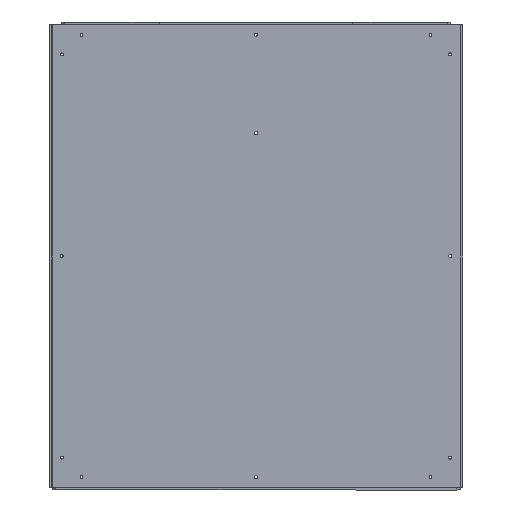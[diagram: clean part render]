
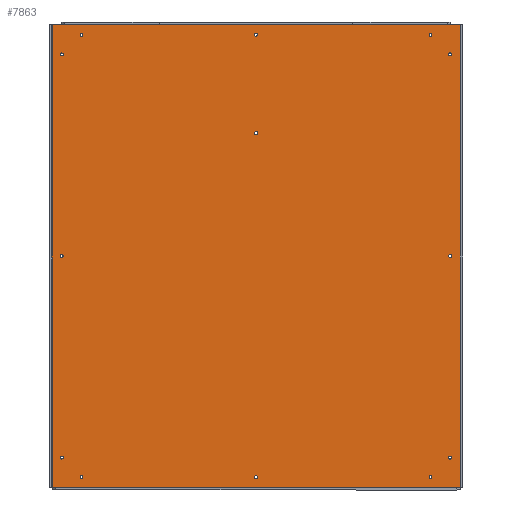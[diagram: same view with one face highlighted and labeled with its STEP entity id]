
A CAD part, left-side view. The second image highlights one B-rep face of the part: STEP entity #7863.
In plain terms, the highlighted planar face has unit normal (-1, 0, 0).
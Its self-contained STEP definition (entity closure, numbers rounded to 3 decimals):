
#515=FACE_BOUND('',#1919,.T.);
#516=FACE_BOUND('',#1920,.T.);
#517=FACE_BOUND('',#1921,.T.);
#518=FACE_BOUND('',#1922,.T.);
#519=FACE_BOUND('',#1923,.T.);
#520=FACE_BOUND('',#1924,.T.);
#521=FACE_BOUND('',#1925,.T.);
#522=FACE_BOUND('',#1926,.T.);
#523=FACE_BOUND('',#1927,.T.);
#524=FACE_BOUND('',#1928,.T.);
#525=FACE_BOUND('',#1929,.T.);
#526=FACE_BOUND('',#1930,.T.);
#527=FACE_BOUND('',#1931,.T.);
#908=CIRCLE('',#8595,1.5);
#910=CIRCLE('',#8598,1.5);
#912=CIRCLE('',#8601,1.5);
#914=CIRCLE('',#8604,1.5);
#916=CIRCLE('',#8607,1.5);
#918=CIRCLE('',#8610,1.5);
#920=CIRCLE('',#8613,1.5);
#922=CIRCLE('',#8616,1.5);
#924=CIRCLE('',#8619,1.5);
#926=CIRCLE('',#8622,1.6);
#928=CIRCLE('',#8625,1.6);
#930=CIRCLE('',#8628,1.6);
#932=CIRCLE('',#8631,1.5);
#1350=FACE_OUTER_BOUND('',#1918,.T.);
#1918=EDGE_LOOP('',(#6581,#6582,#6583,#6584));
#1919=EDGE_LOOP('',(#6585));
#1920=EDGE_LOOP('',(#6586));
#1921=EDGE_LOOP('',(#6587));
#1922=EDGE_LOOP('',(#6588));
#1923=EDGE_LOOP('',(#6589));
#1924=EDGE_LOOP('',(#6590));
#1925=EDGE_LOOP('',(#6591));
#1926=EDGE_LOOP('',(#6592));
#1927=EDGE_LOOP('',(#6593));
#1928=EDGE_LOOP('',(#6594));
#1929=EDGE_LOOP('',(#6595));
#1930=EDGE_LOOP('',(#6596));
#1931=EDGE_LOOP('',(#6597));
#2613=LINE('',#12753,#3246);
#2617=LINE('',#12760,#3250);
#2620=LINE('',#12766,#3253);
#2622=LINE('',#12769,#3255);
#3246=VECTOR('',#10361,10.);
#3250=VECTOR('',#10367,10.);
#3253=VECTOR('',#10372,10.);
#3255=VECTOR('',#10376,10.);
#3900=VERTEX_POINT('',#12669);
#3902=VERTEX_POINT('',#12675);
#3904=VERTEX_POINT('',#12681);
#3906=VERTEX_POINT('',#12687);
#3908=VERTEX_POINT('',#12693);
#3910=VERTEX_POINT('',#12699);
#3912=VERTEX_POINT('',#12705);
#3914=VERTEX_POINT('',#12711);
#3916=VERTEX_POINT('',#12717);
#3918=VERTEX_POINT('',#12723);
#3920=VERTEX_POINT('',#12729);
#3922=VERTEX_POINT('',#12735);
#3924=VERTEX_POINT('',#12741);
#3928=VERTEX_POINT('',#12750);
#3929=VERTEX_POINT('',#12752);
#3931=VERTEX_POINT('',#12758);
#3933=VERTEX_POINT('',#12764);
#4824=EDGE_CURVE('',#3900,#3900,#908,.T.);
#4827=EDGE_CURVE('',#3902,#3902,#910,.T.);
#4830=EDGE_CURVE('',#3904,#3904,#912,.T.);
#4833=EDGE_CURVE('',#3906,#3906,#914,.T.);
#4836=EDGE_CURVE('',#3908,#3908,#916,.T.);
#4839=EDGE_CURVE('',#3910,#3910,#918,.T.);
#4842=EDGE_CURVE('',#3912,#3912,#920,.T.);
#4845=EDGE_CURVE('',#3914,#3914,#922,.T.);
#4848=EDGE_CURVE('',#3916,#3916,#924,.T.);
#4851=EDGE_CURVE('',#3918,#3918,#926,.T.);
#4854=EDGE_CURVE('',#3920,#3920,#928,.T.);
#4857=EDGE_CURVE('',#3922,#3922,#930,.T.);
#4860=EDGE_CURVE('',#3924,#3924,#932,.T.);
#4865=EDGE_CURVE('',#3928,#3929,#2613,.T.);
#4869=EDGE_CURVE('',#3931,#3928,#2617,.T.);
#4872=EDGE_CURVE('',#3933,#3931,#2620,.T.);
#4874=EDGE_CURVE('',#3929,#3933,#2622,.T.);
#6581=ORIENTED_EDGE('',*,*,#4874,.F.);
#6582=ORIENTED_EDGE('',*,*,#4865,.F.);
#6583=ORIENTED_EDGE('',*,*,#4869,.F.);
#6584=ORIENTED_EDGE('',*,*,#4872,.F.);
#6585=ORIENTED_EDGE('',*,*,#4824,.T.);
#6586=ORIENTED_EDGE('',*,*,#4827,.T.);
#6587=ORIENTED_EDGE('',*,*,#4830,.T.);
#6588=ORIENTED_EDGE('',*,*,#4833,.T.);
#6589=ORIENTED_EDGE('',*,*,#4836,.T.);
#6590=ORIENTED_EDGE('',*,*,#4839,.T.);
#6591=ORIENTED_EDGE('',*,*,#4842,.T.);
#6592=ORIENTED_EDGE('',*,*,#4845,.T.);
#6593=ORIENTED_EDGE('',*,*,#4848,.T.);
#6594=ORIENTED_EDGE('',*,*,#4851,.T.);
#6595=ORIENTED_EDGE('',*,*,#4854,.T.);
#6596=ORIENTED_EDGE('',*,*,#4857,.T.);
#6597=ORIENTED_EDGE('',*,*,#4860,.T.);
#7569=PLANE('',#8637);
#7863=ADVANCED_FACE('',(#1350,#515,#516,#517,#518,#519,#520,#521,#522,#523,
#524,#525,#526,#527),#7569,.F.);
#8595=AXIS2_PLACEMENT_3D('',#12670,#10268,#10269);
#8598=AXIS2_PLACEMENT_3D('',#12676,#10275,#10276);
#8601=AXIS2_PLACEMENT_3D('',#12682,#10282,#10283);
#8604=AXIS2_PLACEMENT_3D('',#12688,#10289,#10290);
#8607=AXIS2_PLACEMENT_3D('',#12694,#10296,#10297);
#8610=AXIS2_PLACEMENT_3D('',#12700,#10303,#10304);
#8613=AXIS2_PLACEMENT_3D('',#12706,#10310,#10311);
#8616=AXIS2_PLACEMENT_3D('',#12712,#10317,#10318);
#8619=AXIS2_PLACEMENT_3D('',#12718,#10324,#10325);
#8622=AXIS2_PLACEMENT_3D('',#12724,#10331,#10332);
#8625=AXIS2_PLACEMENT_3D('',#12730,#10338,#10339);
#8628=AXIS2_PLACEMENT_3D('',#12736,#10345,#10346);
#8631=AXIS2_PLACEMENT_3D('',#12742,#10352,#10353);
#8637=AXIS2_PLACEMENT_3D('',#12770,#10377,#10378);
#10268=DIRECTION('center_axis',(1.,0.,0.));
#10269=DIRECTION('ref_axis',(0.,-1.,0.));
#10275=DIRECTION('center_axis',(1.,0.,0.));
#10276=DIRECTION('ref_axis',(0.,-1.,0.));
#10282=DIRECTION('center_axis',(1.,0.,0.));
#10283=DIRECTION('ref_axis',(0.,-1.,0.));
#10289=DIRECTION('center_axis',(1.,0.,0.));
#10290=DIRECTION('ref_axis',(0.,-1.,0.));
#10296=DIRECTION('center_axis',(1.,0.,0.));
#10297=DIRECTION('ref_axis',(0.,-1.,0.));
#10303=DIRECTION('center_axis',(1.,0.,0.));
#10304=DIRECTION('ref_axis',(0.,-1.,0.));
#10310=DIRECTION('center_axis',(1.,0.,0.));
#10311=DIRECTION('ref_axis',(0.,-1.,0.));
#10317=DIRECTION('center_axis',(1.,0.,0.));
#10318=DIRECTION('ref_axis',(0.,-1.,0.));
#10324=DIRECTION('center_axis',(1.,0.,0.));
#10325=DIRECTION('ref_axis',(0.,-1.,0.));
#10331=DIRECTION('center_axis',(1.,0.,0.));
#10332=DIRECTION('ref_axis',(0.,-1.,0.));
#10338=DIRECTION('center_axis',(1.,0.,0.));
#10339=DIRECTION('ref_axis',(0.,-1.,0.));
#10345=DIRECTION('center_axis',(1.,0.,0.));
#10346=DIRECTION('ref_axis',(0.,-1.,0.));
#10352=DIRECTION('center_axis',(1.,0.,0.));
#10353=DIRECTION('ref_axis',(0.,-1.,0.));
#10361=DIRECTION('',(0.,0.,-1.));
#10367=DIRECTION('',(0.,-1.,0.));
#10372=DIRECTION('',(0.,0.,1.));
#10376=DIRECTION('',(0.,1.,0.));
#10377=DIRECTION('center_axis',(1.,0.,0.));
#10378=DIRECTION('ref_axis',(0.,0.,-1.));
#12669=CARTESIAN_POINT('',(-215.499,-176.,415.));
#12670=CARTESIAN_POINT('Origin',(-215.499,-177.5,415.));
#12675=CARTESIAN_POINT('',(-215.499,179.,-35.));
#12676=CARTESIAN_POINT('Origin',(-215.499,177.5,-35.));
#12681=CARTESIAN_POINT('',(-215.499,-196.,-15.));
#12682=CARTESIAN_POINT('Origin',(-215.499,-197.5,-15.));
#12687=CARTESIAN_POINT('',(-215.499,179.,415.));
#12688=CARTESIAN_POINT('Origin',(-215.499,177.5,415.));
#12693=CARTESIAN_POINT('',(-215.499,-196.,395.));
#12694=CARTESIAN_POINT('Origin',(-215.499,-197.5,395.));
#12699=CARTESIAN_POINT('',(-215.499,199.,-15.));
#12700=CARTESIAN_POINT('Origin',(-215.499,197.5,-15.));
#12705=CARTESIAN_POINT('',(-215.499,-176.,-35.));
#12706=CARTESIAN_POINT('Origin',(-215.499,-177.5,-35.));
#12711=CARTESIAN_POINT('',(-215.499,199.,395.));
#12712=CARTESIAN_POINT('Origin',(-215.499,197.5,395.));
#12717=CARTESIAN_POINT('',(-215.499,1.5,415.));
#12718=CARTESIAN_POINT('Origin',(-215.499,0.,
415.));
#12723=CARTESIAN_POINT('',(-215.499,-195.9,190.));
#12724=CARTESIAN_POINT('Origin',(-215.499,-197.5,190.));
#12729=CARTESIAN_POINT('',(-215.499,1.6,-35.));
#12730=CARTESIAN_POINT('Origin',(-215.499,0.,-35.));
#12735=CARTESIAN_POINT('',(-215.499,1.6,315.));
#12736=CARTESIAN_POINT('Origin',(-215.499,0.,
315.));
#12741=CARTESIAN_POINT('',(-215.499,199.,190.));
#12742=CARTESIAN_POINT('Origin',(-215.499,197.5,190.));
#12750=CARTESIAN_POINT('',(-215.499,-207.5,425.));
#12752=CARTESIAN_POINT('',(-215.499,-207.5,-45.));
#12753=CARTESIAN_POINT('',(-215.499,-207.5,-45.));
#12758=CARTESIAN_POINT('',(-215.499,207.5,425.));
#12760=CARTESIAN_POINT('',(-215.499,-207.5,425.));
#12764=CARTESIAN_POINT('',(-215.499,207.5,-45.));
#12766=CARTESIAN_POINT('',(-215.499,207.5,425.));
#12769=CARTESIAN_POINT('',(-215.499,207.5,-45.));
#12770=CARTESIAN_POINT('Origin',(-215.499,0.,
190.));
